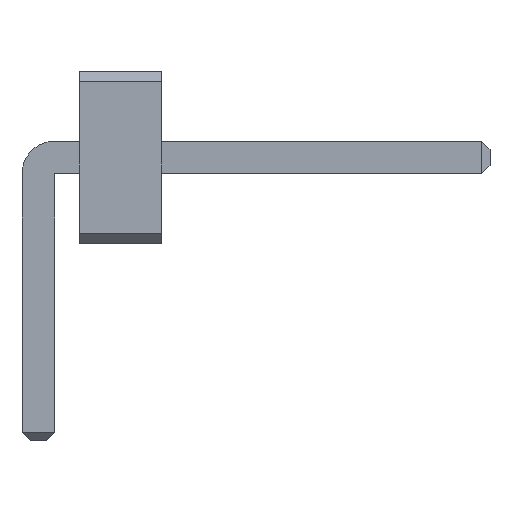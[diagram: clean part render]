
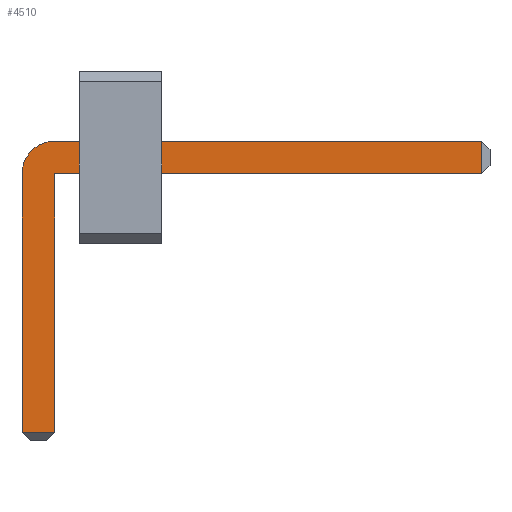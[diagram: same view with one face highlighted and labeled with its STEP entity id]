
A CAD part, front view. The second image highlights one B-rep face of the part: STEP entity #4510.
In plain terms, the highlighted planar face has unit normal (0, -1, 0).
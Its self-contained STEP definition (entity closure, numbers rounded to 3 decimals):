
#13=DIRECTION('',(0.,0.,1.));
#27=VECTOR('',#28,1.);
#28=DIRECTION('',(1.,0.,0.));
#2038=VECTOR('',#13,1.);
#4284=DIRECTION('',(0.,0.,-1.));
#4321=VECTOR('',#4284,1.);
#4328=VECTOR('',#4329,1.);
#4329=DIRECTION('',(-1.,0.,0.));
#4350=DIRECTION('',(-0.,1.,0.));
#4354=DIRECTION('',(0.,1.,0.));
#4355=DIRECTION('',(1.,0.,0.));
#4362=VERTEX_POINT('',#4363);
#4363=CARTESIAN_POINT('',(0.2,-43.38,1.25));
#4365=ORIENTED_EDGE('',*,*,#4366,.T.);
#4366=EDGE_CURVE('',#4362,#4367,#4369,.T.);
#4367=VERTEX_POINT('',#4368);
#4368=CARTESIAN_POINT('',(5.4,-43.38,1.25));
#4369=LINE('',#4370,#27);
#4370=CARTESIAN_POINT('',(-0.2,-43.38,1.25));
#4406=EDGE_CURVE('',#4407,#4362,#4409,.T.);
#4407=VERTEX_POINT('',#4408);
#4408=CARTESIAN_POINT('',(-0.2,-43.38,0.85));
#4409=CIRCLE('',#4410,0.4);
#4410=AXIS2_PLACEMENT_3D('',#4411,#4350,#4284);
#4411=CARTESIAN_POINT('',(0.2,-43.38,0.85));
#4423=VERTEX_POINT('',#4424);
#4424=CARTESIAN_POINT('',(5.4,-43.38,0.85));
#4426=ORIENTED_EDGE('',*,*,#4427,.T.);
#4427=EDGE_CURVE('',#4423,#4428,#4429,.T.);
#4428=VERTEX_POINT('',#4411);
#4429=LINE('',#4430,#4328);
#4430=CARTESIAN_POINT('',(5.5,-43.38,0.85));
#4442=VERTEX_POINT('',#4443);
#4443=CARTESIAN_POINT('',(-0.2,-43.38,-2.3));
#4445=ORIENTED_EDGE('',*,*,#4446,.T.);
#4446=EDGE_CURVE('',#4442,#4407,#4447,.T.);
#4447=LINE('',#4448,#2038);
#4448=CARTESIAN_POINT('',(-0.2,-43.38,-2.4));
#4456=ORIENTED_EDGE('',*,*,#4457,.T.);
#4457=EDGE_CURVE('',#4428,#4458,#4460,.T.);
#4458=VERTEX_POINT('',#4459);
#4459=CARTESIAN_POINT('',(0.2,-43.38,-2.3));
#4460=LINE('',#4411,#4321);
#4510=ADVANCED_FACE('',(#4511),#4520,.F.);
#4511=FACE_BOUND('',#4512,.F.);
#4512=EDGE_LOOP('',(#4365,#4513,#4426,#4456,#4516,#4445,#4519));
#4513=ORIENTED_EDGE('',*,*,#4514,.T.);
#4514=EDGE_CURVE('',#4367,#4423,#4515,.T.);
#4515=LINE('',#4368,#4321);
#4516=ORIENTED_EDGE('',*,*,#4517,.T.);
#4517=EDGE_CURVE('',#4458,#4442,#4518,.T.);
#4518=LINE('',#4459,#4328);
#4519=ORIENTED_EDGE('',*,*,#4406,.T.);
#4520=PLANE('',#4521);
#4521=AXIS2_PLACEMENT_3D('',#4522,#4354,#4355);
#4522=CARTESIAN_POINT('',(1.729,-43.38,0.346));
